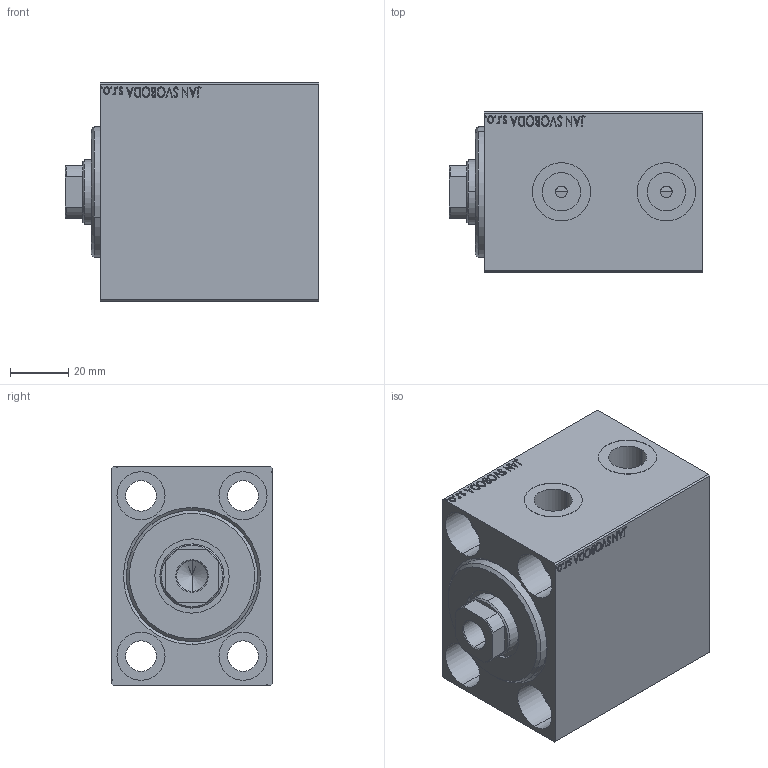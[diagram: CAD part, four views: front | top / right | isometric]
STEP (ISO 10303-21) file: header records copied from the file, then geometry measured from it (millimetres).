
FILE_DESCRIPTION (( 'STEP AP203' ), '1' );
FILE_NAME ('2e37.STEP', '2021-03-18T19:38:38', ( '' ), ( '' ), 'SwSTEP 2.0', 'SolidWorks 2019', '' );
FILE_SCHEMA (( 'CONFIG_CONTROL_DESIGN' ));
Length unit declared in the file: millimetre
Products named in the file (4): 2e37; V450CM_C_VCP 7d5a3b497667eab9cc45de3d25d7e8c9; V450CM_VC_B 7d5a3b497667eab9cc45de3d25d7e8c9; V450CM_C 7d5a3b497667eab9cc45de3d25d7e8c9
Assembly tree (3 placements, depth 2):
  2e37
    V450CM_C 7d5a3b497667eab9cc45de3d25d7e8c9
    V450CM_C_VCP 7d5a3b497667eab9cc45de3d25d7e8c9
    V450CM_VC_B 7d5a3b497667eab9cc45de3d25d7e8c9
Bounding box: 87 x 55 x 75 mm (x, y, z)
Volume: 261837.3 mm3; surface area: 63522 mm2
Topology: 3 solids, 3 shells, 879 faces, 2254 edges, 1493 vertices
Faces by surface type: plane 413, bspline 380, cylinder 72, cone 14
Entity records: 44654 total; most frequent: CARTESIAN_POINT 25356, ORIENTED_EDGE 4504, DIRECTION 2634, EDGE_CURVE 2252, VERTEX_POINT 1493, VECTOR 1320, LINE 1320, EDGE_LOOP 1011
